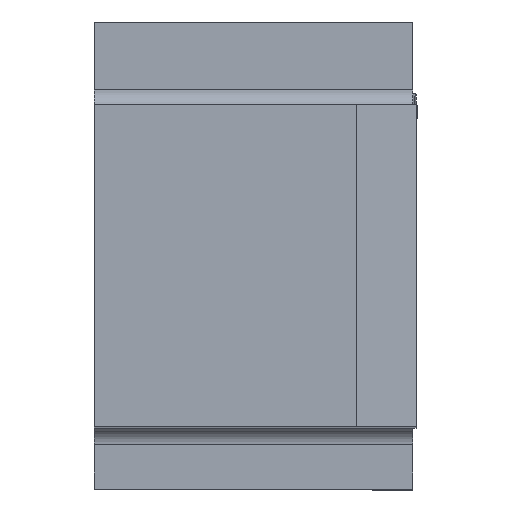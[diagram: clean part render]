
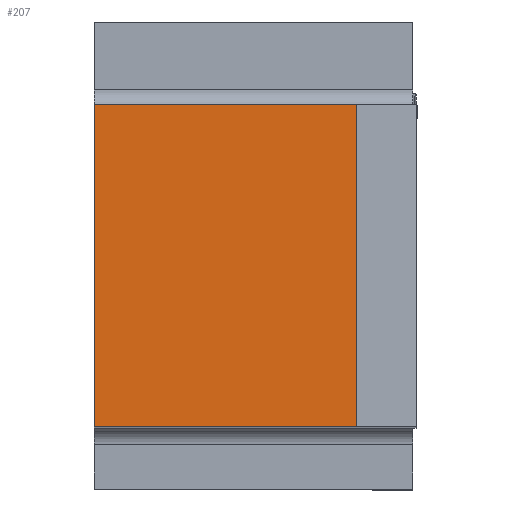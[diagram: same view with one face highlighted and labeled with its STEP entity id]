
A CAD part, top view. The second image highlights one B-rep face of the part: STEP entity #207.
In plain terms, the highlighted planar face has unit normal (0, 0, 1).
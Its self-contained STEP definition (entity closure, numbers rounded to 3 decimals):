
#207=ADVANCED_FACE('CU_BACK_SU1',(#336),#290,.F.);
#290=PLANE('',#1856);
#336=FACE_OUTER_BOUND('',#422,.T.);
#422=EDGE_LOOP('',(#925,#926,#927,#928));
#497=LINE('',#2461,#644);
#514=LINE('',#2507,#661);
#522=LINE('',#2526,#669);
#558=LINE('',#2683,#705);
#644=VECTOR('',#1982,1.);
#661=VECTOR('',#2021,1.);
#669=VECTOR('',#2035,1.);
#705=VECTOR('',#2131,1.);
#925=ORIENTED_EDGE('',*,*,#1466,.T.);
#926=ORIENTED_EDGE('',*,*,#1538,.T.);
#927=ORIENTED_EDGE('',*,*,#1476,.T.);
#928=ORIENTED_EDGE('',*,*,#1443,.F.);
#1284=VERTEX_POINT('',#2460);
#1285=VERTEX_POINT('',#2462);
#1301=VERTEX_POINT('',#2505);
#1307=VERTEX_POINT('',#2518);
#1443=EDGE_CURVE('',#1284,#1285,#497,.T.);
#1466=EDGE_CURVE('',#1284,#1301,#514,.T.);
#1476=EDGE_CURVE('',#1307,#1285,#522,.T.);
#1538=EDGE_CURVE('',#1301,#1307,#558,.T.);
#1856=AXIS2_PLACEMENT_3D('',#2684,#2132,#2133);
#1982=DIRECTION('',(0.,1.,0.));
#2021=DIRECTION('',(1.,0.,0.));
#2035=DIRECTION('',(-1.,0.,0.));
#2131=DIRECTION('',(0.,1.,0.));
#2132=DIRECTION('',(0.,0.,-1.));
#2133=DIRECTION('',(-1.,0.,0.));
#2460=CARTESIAN_POINT('',(0.,0.,0.));
#2461=CARTESIAN_POINT('',(0.,35.925,0.));
#2462=CARTESIAN_POINT('',(0.,15.925,0.));
#2505=CARTESIAN_POINT('',(12.951,0.,0.));
#2507=CARTESIAN_POINT('',(38.804,0.,0.));
#2518=CARTESIAN_POINT('',(12.951,15.925,0.));
#2526=CARTESIAN_POINT('',(38.804,15.925,0.));
#2683=CARTESIAN_POINT('',(12.951,0.,0.));
#2684=CARTESIAN_POINT('',(38.804,35.925,0.));
